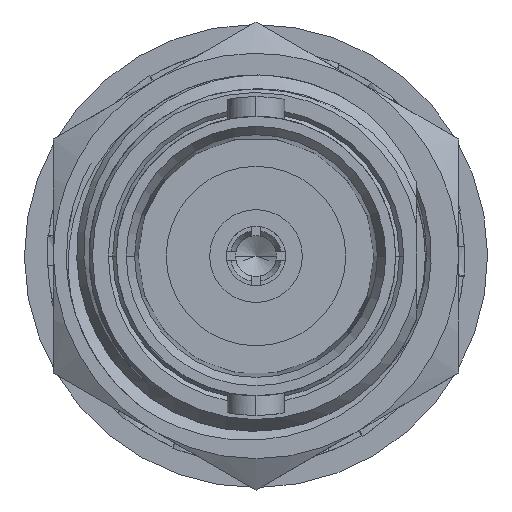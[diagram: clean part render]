
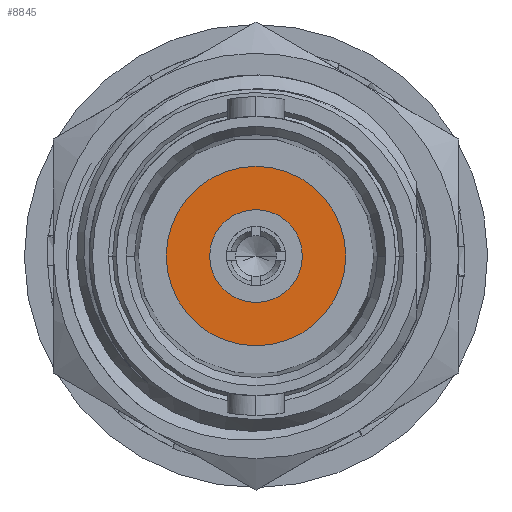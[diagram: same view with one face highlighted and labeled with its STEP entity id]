
A CAD part, left-side view. The second image highlights one B-rep face of the part: STEP entity #8845.
In plain terms, the highlighted planar face has unit normal (-1, 0, 0).
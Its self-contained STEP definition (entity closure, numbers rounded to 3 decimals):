
#189=CARTESIAN_POINT('',(-11.3,0.,0.));
#190=DIRECTION('',(-1.,0.,0.));
#191=DIRECTION('',(0.,-1.,0.));
#192=AXIS2_PLACEMENT_3D('',#189,#190,#191);
#203=CARTESIAN_POINT('',(-11.3,0.,0.));
#204=DIRECTION('',(-1.,0.,0.));
#205=DIRECTION('',(0.,1.,0.));
#206=AXIS2_PLACEMENT_3D('',#203,#204,#205);
#208=CARTESIAN_POINT('',(-11.3,0.,0.));
#209=DIRECTION('',(1.,0.,0.));
#210=DIRECTION('',(0.,1.,0.));
#211=AXIS2_PLACEMENT_3D('',#208,#209,#210);
#213=CARTESIAN_POINT('',(-11.3,0.,0.));
#214=DIRECTION('',(-1.,0.,0.));
#215=DIRECTION('',(0.,1.,0.));
#216=AXIS2_PLACEMENT_3D('',#213,#214,#215);
#7637=CARTESIAN_POINT('',(-11.3,1.6,0.));
#7638=CARTESIAN_POINT('',(-11.3,-1.6,0.));
#7639=VERTEX_POINT('',#7637);
#7640=VERTEX_POINT('',#7638);
#7657=CARTESIAN_POINT('',(-11.3,-3.1,0.));
#7658=CARTESIAN_POINT('',(-11.3,3.1,0.));
#7659=VERTEX_POINT('',#7657);
#7660=VERTEX_POINT('',#7658);
#8829=CARTESIAN_POINT('',(-11.3,0.,0.));
#8830=DIRECTION('',(1.,0.,0.));
#8831=DIRECTION('',(0.,-1.,0.));
#8832=AXIS2_PLACEMENT_3D('',#8829,#8830,#8831);
#8833=PLANE('',#8832);
#8834=ORIENTED_EDGE('',*,*,#8819,.F.);
#8836=ORIENTED_EDGE('',*,*,#8835,.F.);
#8837=EDGE_LOOP('',(#8834,#8836));
#8838=FACE_OUTER_BOUND('',#8837,.F.);
#8840=ORIENTED_EDGE('',*,*,#8839,.T.);
#8842=ORIENTED_EDGE('',*,*,#8841,.F.);
#8843=EDGE_LOOP('',(#8840,#8842));
#8844=FACE_BOUND('',#8843,.F.);
#8845=ADVANCED_FACE('',(#8838,#8844),#8833,.F.);
#193=CIRCLE('',#192,3.1);
#207=CIRCLE('',#206,1.6);
#212=CIRCLE('',#211,1.6);
#217=CIRCLE('',#216,3.1);
#8819=EDGE_CURVE('',#7659,#7660,#193,.T.);
#8835=EDGE_CURVE('',#7660,#7659,#217,.T.);
#8839=EDGE_CURVE('',#7639,#7640,#207,.T.);
#8841=EDGE_CURVE('',#7639,#7640,#212,.T.);
